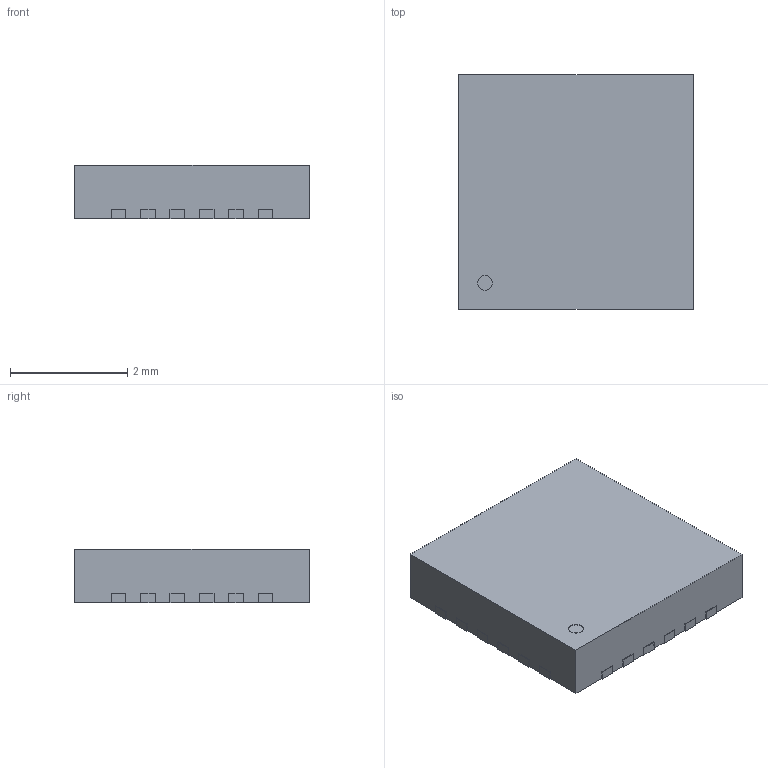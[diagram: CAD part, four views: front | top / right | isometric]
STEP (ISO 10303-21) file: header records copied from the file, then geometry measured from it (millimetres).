
FILE_DESCRIPTION(/* description */ ('STEP AP214'),/* implementation_level */ '2;1');
FILE_NAME(/* name */ 'VFQFPN-24_L4.0-W4.0-H0.9-P0.50.step',/* time_stamp */ '2024-10-09T10:01:22-07:00',/* author */ (''),/* organization */ (''),/* preprocessor_version */ 'ST-DEVELOPER v20',/* originating_system */ 'Autodesk Translation Framework v13.20.0.188',/* authorisation */ '');
FILE_SCHEMA (('AUTOMOTIVE_DESIGN { 1 0 10303 214 3 1 1 }'));
Length unit declared in the file: millimetre
Products named in the file (1): VFQFPN-24_L4.0-W4.0-H0.9-P0.50
Bounding box: 4.02 x 4.02 x 0.91 mm (x, y, z)
Volume: 14.5 mm3; surface area: 47.1 mm2
Topology: 1 solids, 1 shells, 216 faces, 615 edges, 410 vertices
Faces by surface type: plane 201, bspline 14, cylinder 1
Full cylindrical faces by diameter (mm): 0.25 x1
Entity records: 7942 total; most frequent: CARTESIAN_POINT 2124, ORIENTED_EDGE 1230, DIRECTION 995, EDGE_CURVE 615, LINE 585, VECTOR 585, VERTEX_POINT 410, EDGE_LOOP 225
